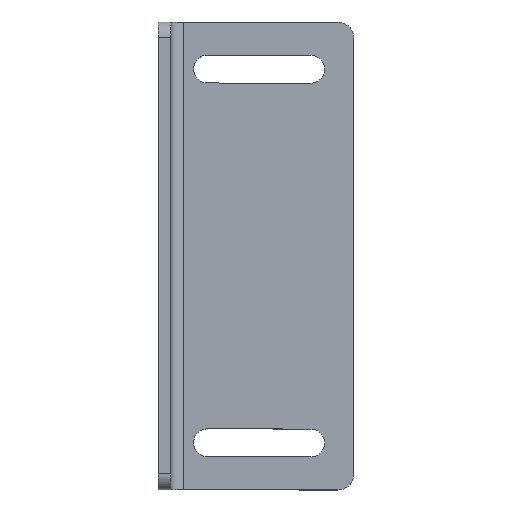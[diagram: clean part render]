
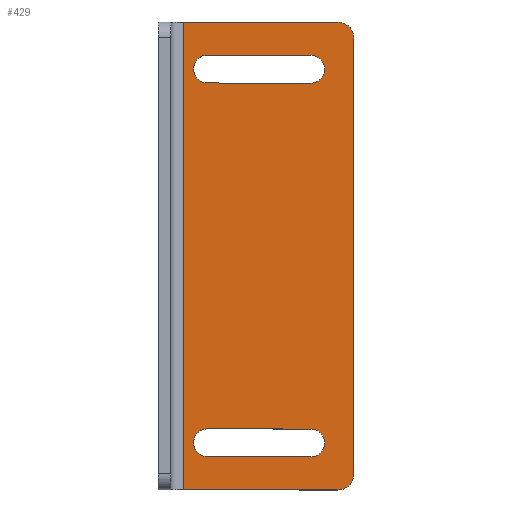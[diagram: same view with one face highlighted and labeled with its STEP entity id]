
A CAD part, top view. The second image highlights one B-rep face of the part: STEP entity #429.
In plain terms, the highlighted planar face has unit normal (0, 0, 1).
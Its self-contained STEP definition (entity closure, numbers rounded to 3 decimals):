
#17=FACE_BOUND('',#64,.T.);
#18=FACE_BOUND('',#65,.T.);
#21=PLANE('',#475);
#37=FACE_OUTER_BOUND('',#63,.T.);
#63=EDGE_LOOP('',(#317,#318,#319,#320,#321,#322));
#64=EDGE_LOOP('',(#323,#324,#325,#326));
#65=EDGE_LOOP('',(#327,#328,#329,#330));
#89=LINE('',#654,#131);
#98=LINE('',#685,#140);
#99=LINE('',#687,#141);
#100=LINE('',#688,#142);
#101=LINE('',#691,#143);
#102=LINE('',#695,#144);
#103=LINE('',#701,#145);
#104=LINE('',#704,#146);
#131=VECTOR('',#521,10.);
#140=VECTOR('',#548,10.);
#141=VECTOR('',#549,10.);
#142=VECTOR('',#550,10.);
#143=VECTOR('',#551,10.);
#144=VECTOR('',#554,10.);
#145=VECTOR('',#559,10.);
#146=VECTOR('',#562,10.);
#170=CIRCLE('',#465,2.);
#176=CIRCLE('',#474,2.);
#177=CIRCLE('',#476,1.75);
#178=CIRCLE('',#477,1.75);
#179=CIRCLE('',#478,1.75);
#180=CIRCLE('',#479,1.75);
#191=VERTEX_POINT('',#644);
#192=VERTEX_POINT('',#646);
#194=VERTEX_POINT('',#652);
#206=VERTEX_POINT('',#680);
#207=VERTEX_POINT('',#684);
#208=VERTEX_POINT('',#686);
#209=VERTEX_POINT('',#689);
#210=VERTEX_POINT('',#690);
#211=VERTEX_POINT('',#692);
#212=VERTEX_POINT('',#694);
#213=VERTEX_POINT('',#697);
#214=VERTEX_POINT('',#698);
#215=VERTEX_POINT('',#700);
#216=VERTEX_POINT('',#702);
#231=EDGE_CURVE('',#191,#192,#170,.T.);
#235=EDGE_CURVE('',#191,#194,#89,.F.);
#249=EDGE_CURVE('',#206,#194,#176,.T.);
#250=EDGE_CURVE('',#206,#207,#98,.F.);
#251=EDGE_CURVE('',#207,#208,#99,.T.);
#252=EDGE_CURVE('',#208,#192,#100,.F.);
#253=EDGE_CURVE('',#209,#210,#101,.T.);
#254=EDGE_CURVE('',#210,#211,#177,.T.);
#255=EDGE_CURVE('',#211,#212,#102,.T.);
#256=EDGE_CURVE('',#212,#209,#178,.T.);
#257=EDGE_CURVE('',#213,#214,#179,.T.);
#258=EDGE_CURVE('',#214,#215,#103,.T.);
#259=EDGE_CURVE('',#215,#216,#180,.T.);
#260=EDGE_CURVE('',#216,#213,#104,.T.);
#317=ORIENTED_EDGE('',*,*,#231,.F.);
#318=ORIENTED_EDGE('',*,*,#235,.T.);
#319=ORIENTED_EDGE('',*,*,#249,.F.);
#320=ORIENTED_EDGE('',*,*,#250,.T.);
#321=ORIENTED_EDGE('',*,*,#251,.T.);
#322=ORIENTED_EDGE('',*,*,#252,.T.);
#323=ORIENTED_EDGE('',*,*,#253,.T.);
#324=ORIENTED_EDGE('',*,*,#254,.T.);
#325=ORIENTED_EDGE('',*,*,#255,.T.);
#326=ORIENTED_EDGE('',*,*,#256,.T.);
#327=ORIENTED_EDGE('',*,*,#257,.T.);
#328=ORIENTED_EDGE('',*,*,#258,.T.);
#329=ORIENTED_EDGE('',*,*,#259,.T.);
#330=ORIENTED_EDGE('',*,*,#260,.T.);
#429=ADVANCED_FACE('',(#37,#17,#18),#21,.F.);
#465=AXIS2_PLACEMENT_3D('',#647,#514,#515);
#474=AXIS2_PLACEMENT_3D('',#682,#544,#545);
#475=AXIS2_PLACEMENT_3D('',#683,#546,#547);
#476=AXIS2_PLACEMENT_3D('',#693,#552,#553);
#477=AXIS2_PLACEMENT_3D('',#696,#555,#556);
#478=AXIS2_PLACEMENT_3D('',#699,#557,#558);
#479=AXIS2_PLACEMENT_3D('',#703,#560,#561);
#514=DIRECTION('center_axis',(0.,0.,-1.));
#515=DIRECTION('ref_axis',(0.707,-0.707,0.));
#521=DIRECTION('',(0.,-1.,0.));
#544=DIRECTION('center_axis',(0.,0.,-1.));
#545=DIRECTION('ref_axis',(0.707,0.707,0.));
#546=DIRECTION('center_axis',(0.,0.,-1.));
#547=DIRECTION('ref_axis',(-1.,0.,0.));
#548=DIRECTION('',(1.,0.,0.));
#549=DIRECTION('',(0.,-1.,0.));
#550=DIRECTION('',(-1.,0.,0.));
#551=DIRECTION('',(-1.,0.002,0.));
#552=DIRECTION('center_axis',(0.,0.,-1.));
#553=DIRECTION('ref_axis',(0.002,1.,0.));
#554=DIRECTION('',(1.,-0.002,0.));
#555=DIRECTION('center_axis',(0.,0.,-1.));
#556=DIRECTION('ref_axis',(-0.002,-1.,0.));
#557=DIRECTION('center_axis',(0.,0.,-1.));
#558=DIRECTION('ref_axis',(0.002,1.,0.));
#559=DIRECTION('',(1.,-0.002,0.));
#560=DIRECTION('center_axis',(0.,0.,-1.));
#561=DIRECTION('ref_axis',(-0.002,-1.,0.));
#562=DIRECTION('',(-1.,0.002,0.));
#644=CARTESIAN_POINT('',(144.36,90.529,283.2));
#646=CARTESIAN_POINT('',(142.36,88.529,283.2));
#647=CARTESIAN_POINT('Origin',(142.36,90.529,283.2));
#652=CARTESIAN_POINT('',(144.36,145.375,283.2));
#654=CARTESIAN_POINT('',(144.36,108.875,283.2));
#680=CARTESIAN_POINT('',(142.36,147.375,283.2));
#682=CARTESIAN_POINT('Origin',(142.36,145.375,283.2));
#683=CARTESIAN_POINT('Origin',(143.36,98.375,283.2));
#684=CARTESIAN_POINT('',(122.96,147.375,283.2));
#685=CARTESIAN_POINT('',(132.36,147.375,283.2));
#686=CARTESIAN_POINT('',(122.96,88.529,283.2));
#687=CARTESIAN_POINT('',(122.96,98.375,283.2));
#688=CARTESIAN_POINT('',(132.36,88.529,283.2));
#689=CARTESIAN_POINT('',(138.956,92.691,283.2));
#690=CARTESIAN_POINT('',(125.956,92.719,283.2));
#691=CARTESIAN_POINT('',(141.152,92.686,283.2));
#692=CARTESIAN_POINT('',(125.964,96.219,283.2));
#693=CARTESIAN_POINT('Origin',(125.96,94.469,283.2));
#694=CARTESIAN_POINT('',(138.964,96.191,283.2));
#695=CARTESIAN_POINT('',(134.66,96.2,283.2));
#696=CARTESIAN_POINT('Origin',(138.96,94.441,283.2));
#697=CARTESIAN_POINT('',(125.956,139.719,283.2));
#698=CARTESIAN_POINT('',(125.964,143.219,283.2));
#699=CARTESIAN_POINT('Origin',(125.96,141.469,283.2));
#700=CARTESIAN_POINT('',(138.964,143.191,283.2));
#701=CARTESIAN_POINT('',(134.711,143.2,283.2));
#702=CARTESIAN_POINT('',(138.956,139.691,283.2));
#703=CARTESIAN_POINT('Origin',(138.96,141.441,283.2));
#704=CARTESIAN_POINT('',(141.203,139.686,283.2));
